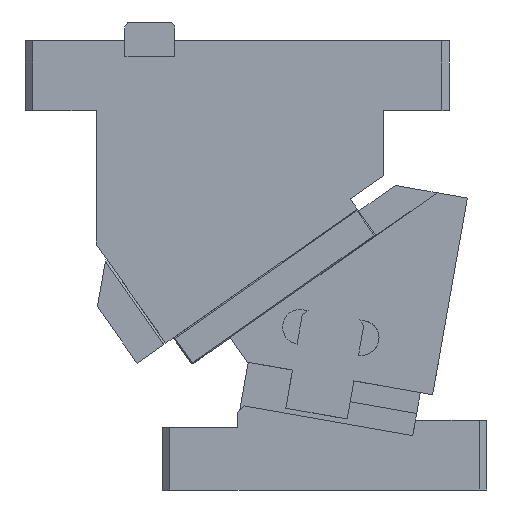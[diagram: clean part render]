
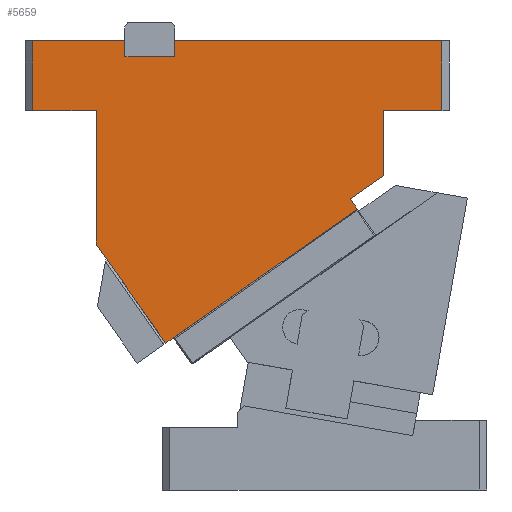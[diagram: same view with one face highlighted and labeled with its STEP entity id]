
A CAD part, front view. The second image highlights one B-rep face of the part: STEP entity #5659.
In plain terms, the highlighted planar face has unit normal (0, -1, 0).
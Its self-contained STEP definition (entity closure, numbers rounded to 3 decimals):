
#5239=CARTESIAN_POINT('Vertex',(1.328,0.,58.811)) ;
#5242=CARTESIAN_POINT('Line Origine',(-3.117,0.,65.16)) ;
#5246=CARTESIAN_POINT('Vertex',(-7.562,0.,71.508)) ;
#5249=CARTESIAN_POINT('Line Origine',(-13.011,0.,79.29)) ;
#5253=CARTESIAN_POINT('Vertex',(-18.46,0.,87.072)) ;
#5256=CARTESIAN_POINT('Line Origine',(-22.48,0.,92.813)) ;
#5260=CARTESIAN_POINT('Vertex',(-26.5,0.,98.554)) ;
#5474=CARTESIAN_POINT('Vertex',(78.083,0.,112.555)) ;
#5479=CARTESIAN_POINT('Line Origine',(41.882,0.,87.207)) ;
#5483=CARTESIAN_POINT('Vertex',(5.68,0.,61.859)) ;
#5486=CARTESIAN_POINT('Line Origine',(3.504,0.,60.335)) ;
#5545=CARTESIAN_POINT('Axis2P3D Location',(5.68,0.,61.859)) ;
#5550=CARTESIAN_POINT('Line Origine',(100.25,0.,152.)) ;
#5554=CARTESIAN_POINT('Vertex',(88.5,0.,152.)) ;
#5556=CARTESIAN_POINT('Vertex',(112.,0.,152.)) ;
#5559=CARTESIAN_POINT('Line Origine',(112.,0.,166.)) ;
#5563=CARTESIAN_POINT('Vertex',(112.,0.,180.)) ;
#5566=CARTESIAN_POINT('Line Origine',(58.5,0.,180.)) ;
#5570=CARTESIAN_POINT('Vertex',(5.,0.,180.)) ;
#5573=CARTESIAN_POINT('Line Origine',(5.,0.,176.75)) ;
#5577=CARTESIAN_POINT('Vertex',(5.,0.,173.5)) ;
#5580=CARTESIAN_POINT('Line Origine',(-5.,0.,173.5)) ;
#5584=CARTESIAN_POINT('Vertex',(-15.,0.,173.5)) ;
#5587=CARTESIAN_POINT('Line Origine',(-15.,0.,176.75)) ;
#5591=CARTESIAN_POINT('Vertex',(-15.,0.,180.)) ;
#5594=CARTESIAN_POINT('Line Origine',(-33.5,0.,180.)) ;
#5598=CARTESIAN_POINT('Vertex',(-52.,0.,180.)) ;
#5601=CARTESIAN_POINT('Line Origine',(-52.,0.,166.)) ;
#5605=CARTESIAN_POINT('Vertex',(-52.,0.,152.)) ;
#5608=CARTESIAN_POINT('Line Origine',(-39.25,0.,152.)) ;
#5612=CARTESIAN_POINT('Vertex',(-26.5,0.,152.)) ;
#5615=CARTESIAN_POINT('Line Origine',(-26.5,0.,125.277)) ;
#5620=CARTESIAN_POINT('Line Origine',(76.649,0.,114.603)) ;
#5624=CARTESIAN_POINT('Vertex',(75.215,0.,116.651)) ;
#5627=CARTESIAN_POINT('Line Origine',(81.857,0.,121.302)) ;
#5631=CARTESIAN_POINT('Vertex',(88.5,0.,125.953)) ;
#5634=CARTESIAN_POINT('Line Origine',(88.5,0.,138.977)) ;
#5243=DIRECTION('Vector Direction',(-0.574,0.,0.819)) ;
#5250=DIRECTION('Vector Direction',(-0.574,0.,0.819)) ;
#5257=DIRECTION('Vector Direction',(-0.574,0.,0.819)) ;
#5480=DIRECTION('Vector Direction',(0.819,0.,0.574)) ;
#5487=DIRECTION('Vector Direction',(-0.819,0.,-0.574)) ;
#5546=DIRECTION('Axis2P3D Direction',(0.,-1.,0.)) ;
#5547=DIRECTION('Axis2P3D XDirection',(0.819,0.,0.574)) ;
#5551=DIRECTION('Vector Direction',(1.,0.,0.)) ;
#5560=DIRECTION('Vector Direction',(0.,0.,-1.)) ;
#5567=DIRECTION('Vector Direction',(1.,0.,0.)) ;
#5574=DIRECTION('Vector Direction',(0.,0.,1.)) ;
#5581=DIRECTION('Vector Direction',(1.,0.,0.)) ;
#5588=DIRECTION('Vector Direction',(0.,0.,-1.)) ;
#5595=DIRECTION('Vector Direction',(1.,0.,0.)) ;
#5602=DIRECTION('Vector Direction',(0.,0.,1.)) ;
#5609=DIRECTION('Vector Direction',(-1.,0.,0.)) ;
#5616=DIRECTION('Vector Direction',(0.,0.,1.)) ;
#5621=DIRECTION('Vector Direction',(0.574,0.,-0.819)) ;
#5628=DIRECTION('Vector Direction',(-0.819,0.,-0.574)) ;
#5635=DIRECTION('Vector Direction',(0.,0.,1.)) ;
#5548=AXIS2_PLACEMENT_3D('Plane Axis2P3D',#5545,#5546,#5547) ;
#5640=ORIENTED_EDGE('',*,*,#5558,.T.) ;
#5641=ORIENTED_EDGE('',*,*,#5565,.F.) ;
#5642=ORIENTED_EDGE('',*,*,#5572,.F.) ;
#5643=ORIENTED_EDGE('',*,*,#5579,.F.) ;
#5644=ORIENTED_EDGE('',*,*,#5586,.F.) ;
#5645=ORIENTED_EDGE('',*,*,#5593,.F.) ;
#5646=ORIENTED_EDGE('',*,*,#5600,.F.) ;
#5647=ORIENTED_EDGE('',*,*,#5607,.T.) ;
#5648=ORIENTED_EDGE('',*,*,#5614,.F.) ;
#5649=ORIENTED_EDGE('',*,*,#5619,.F.) ;
#5650=ORIENTED_EDGE('',*,*,#5262,.F.) ;
#5651=ORIENTED_EDGE('',*,*,#5255,.F.) ;
#5652=ORIENTED_EDGE('',*,*,#5248,.F.) ;
#5653=ORIENTED_EDGE('',*,*,#5490,.F.) ;
#5654=ORIENTED_EDGE('',*,*,#5485,.T.) ;
#5655=ORIENTED_EDGE('',*,*,#5626,.F.) ;
#5656=ORIENTED_EDGE('',*,*,#5633,.F.) ;
#5657=ORIENTED_EDGE('',*,*,#5638,.T.) ;
#5244=VECTOR('Line Direction',#5243,1.) ;
#5251=VECTOR('Line Direction',#5250,1.) ;
#5258=VECTOR('Line Direction',#5257,1.) ;
#5481=VECTOR('Line Direction',#5480,1.) ;
#5488=VECTOR('Line Direction',#5487,1.) ;
#5552=VECTOR('Line Direction',#5551,1.) ;
#5561=VECTOR('Line Direction',#5560,1.) ;
#5568=VECTOR('Line Direction',#5567,1.) ;
#5575=VECTOR('Line Direction',#5574,1.) ;
#5582=VECTOR('Line Direction',#5581,1.) ;
#5589=VECTOR('Line Direction',#5588,1.) ;
#5596=VECTOR('Line Direction',#5595,1.) ;
#5603=VECTOR('Line Direction',#5602,1.) ;
#5610=VECTOR('Line Direction',#5609,1.) ;
#5617=VECTOR('Line Direction',#5616,1.) ;
#5622=VECTOR('Line Direction',#5621,1.) ;
#5629=VECTOR('Line Direction',#5628,1.) ;
#5636=VECTOR('Line Direction',#5635,1.) ;
#5659=ADVANCED_FACE('CAM HOLDER',(#5658),#5549,.T.) ;
#5248=EDGE_CURVE('',#5240,#5247,#5245,.T.) ;
#5255=EDGE_CURVE('',#5247,#5254,#5252,.T.) ;
#5262=EDGE_CURVE('',#5254,#5261,#5259,.T.) ;
#5485=EDGE_CURVE('',#5484,#5475,#5482,.T.) ;
#5490=EDGE_CURVE('',#5484,#5240,#5489,.T.) ;
#5558=EDGE_CURVE('',#5555,#5557,#5553,.T.) ;
#5565=EDGE_CURVE('',#5564,#5557,#5562,.T.) ;
#5572=EDGE_CURVE('',#5571,#5564,#5569,.T.) ;
#5579=EDGE_CURVE('',#5578,#5571,#5576,.T.) ;
#5586=EDGE_CURVE('',#5585,#5578,#5583,.T.) ;
#5593=EDGE_CURVE('',#5592,#5585,#5590,.T.) ;
#5600=EDGE_CURVE('',#5599,#5592,#5597,.T.) ;
#5607=EDGE_CURVE('',#5599,#5606,#5604,.F.) ;
#5614=EDGE_CURVE('',#5613,#5606,#5611,.T.) ;
#5619=EDGE_CURVE('',#5261,#5613,#5618,.T.) ;
#5626=EDGE_CURVE('',#5625,#5475,#5623,.T.) ;
#5633=EDGE_CURVE('',#5632,#5625,#5630,.T.) ;
#5638=EDGE_CURVE('',#5632,#5555,#5637,.T.) ;
#5639=EDGE_LOOP('',(#5640,#5641,#5642,#5643,#5644,#5645,#5646,#5647,#5648,#5649,#5650,#5651,#5652,#5653,#5654,#5655,#5656,#5657)) ;
#5658=FACE_OUTER_BOUND('',#5639,.T.) ;
#5245=LINE('Line',#5242,#5244) ;
#5252=LINE('Line',#5249,#5251) ;
#5259=LINE('Line',#5256,#5258) ;
#5482=LINE('Line',#5479,#5481) ;
#5489=LINE('Line',#5486,#5488) ;
#5553=LINE('Line',#5550,#5552) ;
#5562=LINE('Line',#5559,#5561) ;
#5569=LINE('Line',#5566,#5568) ;
#5576=LINE('Line',#5573,#5575) ;
#5583=LINE('Line',#5580,#5582) ;
#5590=LINE('Line',#5587,#5589) ;
#5597=LINE('Line',#5594,#5596) ;
#5604=LINE('Line',#5601,#5603) ;
#5611=LINE('Line',#5608,#5610) ;
#5618=LINE('Line',#5615,#5617) ;
#5623=LINE('Line',#5620,#5622) ;
#5630=LINE('Line',#5627,#5629) ;
#5637=LINE('Line',#5634,#5636) ;
#5549=PLANE('Plane',#5548) ;
#5240=VERTEX_POINT('',#5239) ;
#5247=VERTEX_POINT('',#5246) ;
#5254=VERTEX_POINT('',#5253) ;
#5261=VERTEX_POINT('',#5260) ;
#5475=VERTEX_POINT('',#5474) ;
#5484=VERTEX_POINT('',#5483) ;
#5555=VERTEX_POINT('',#5554) ;
#5557=VERTEX_POINT('',#5556) ;
#5564=VERTEX_POINT('',#5563) ;
#5571=VERTEX_POINT('',#5570) ;
#5578=VERTEX_POINT('',#5577) ;
#5585=VERTEX_POINT('',#5584) ;
#5592=VERTEX_POINT('',#5591) ;
#5599=VERTEX_POINT('',#5598) ;
#5606=VERTEX_POINT('',#5605) ;
#5613=VERTEX_POINT('',#5612) ;
#5625=VERTEX_POINT('',#5624) ;
#5632=VERTEX_POINT('',#5631) ;
